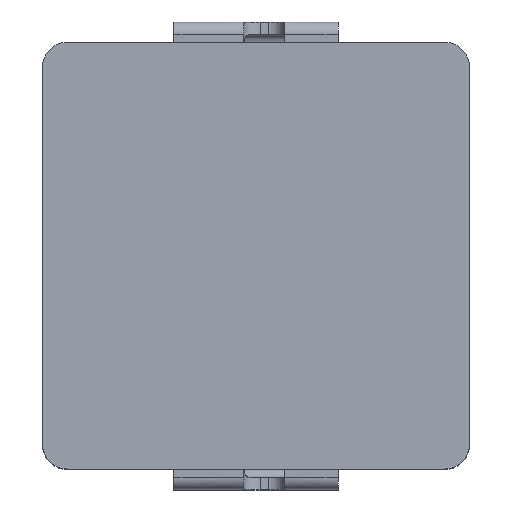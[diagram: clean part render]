
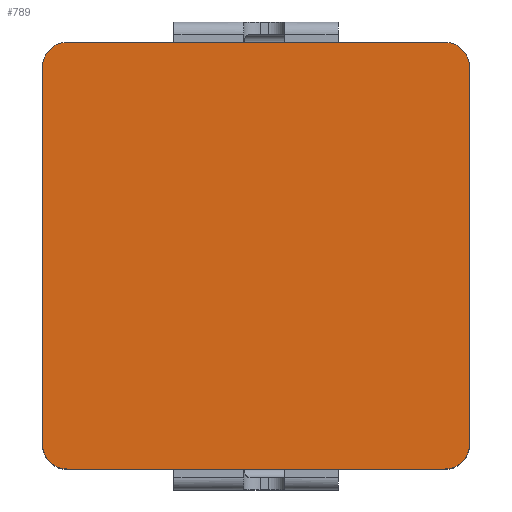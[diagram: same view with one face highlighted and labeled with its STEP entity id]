
A CAD part, top view. The second image highlights one B-rep face of the part: STEP entity #789.
In plain terms, the highlighted planar face has unit normal (0, 0, 1).
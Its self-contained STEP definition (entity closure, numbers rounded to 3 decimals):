
#59=LINE('',#4087,#231);
#69=LINE('',#4108,#241);
#80=LINE('',#4143,#252);
#83=LINE('',#4153,#255);
#231=VECTOR('',#3335,1.);
#241=VECTOR('',#3347,1.);
#252=VECTOR('',#3378,1.);
#255=VECTOR('',#3391,1.);
#541=PLANE('',#2894);
#617=FACE_OUTER_BOUND('',#1191,.T.);
#789=ADVANCED_FACE('',(#617),#541,.F.);
#1191=EDGE_LOOP('',(#1472,#1473,#1474,#1475,#1476,#1477,#1478,#1479));
#1472=ORIENTED_EDGE('',*,*,#2335,.F.);
#1473=ORIENTED_EDGE('',*,*,#2343,.F.);
#1474=ORIENTED_EDGE('',*,*,#2316,.F.);
#1475=ORIENTED_EDGE('',*,*,#2342,.F.);
#1476=ORIENTED_EDGE('',*,*,#2340,.F.);
#1477=ORIENTED_EDGE('',*,*,#2338,.F.);
#1478=ORIENTED_EDGE('',*,*,#2306,.F.);
#1479=ORIENTED_EDGE('',*,*,#2337,.F.);
#2052=VERTEX_POINT('',#4086);
#2053=VERTEX_POINT('',#4088);
#2062=VERTEX_POINT('',#4107);
#2063=VERTEX_POINT('',#4109);
#2076=VERTEX_POINT('',#4142);
#2077=VERTEX_POINT('',#4144);
#2078=VERTEX_POINT('',#4150);
#2079=VERTEX_POINT('',#4154);
#2306=EDGE_CURVE('',#2052,#2053,#59,.T.);
#2316=EDGE_CURVE('',#2062,#2063,#69,.T.);
#2335=EDGE_CURVE('',#2076,#2077,#80,.T.);
#2337=EDGE_CURVE('',#2077,#2052,#2660,.T.);
#2338=EDGE_CURVE('',#2053,#2078,#2661,.T.);
#2340=EDGE_CURVE('',#2078,#2079,#83,.T.);
#2342=EDGE_CURVE('',#2079,#2062,#2662,.T.);
#2343=EDGE_CURVE('',#2063,#2076,#2663,.T.);
#2660=CIRCLE('',#2885,0.3);
#2661=CIRCLE('',#2887,0.3);
#2662=CIRCLE('',#2890,0.3);
#2663=CIRCLE('',#2892,0.3);
#2885=AXIS2_PLACEMENT_3D('',#4147,#3382,#3383);
#2887=AXIS2_PLACEMENT_3D('',#4149,#3386,#3387);
#2890=AXIS2_PLACEMENT_3D('',#4157,#3395,#3396);
#2892=AXIS2_PLACEMENT_3D('',#4159,#3399,#3400);
#2894=AXIS2_PLACEMENT_3D('',#4161,#3403,#3404);
#3335=DIRECTION('',(1.,0.,0.));
#3347=DIRECTION('',(-1.,0.,0.));
#3378=DIRECTION('',(0.,1.,0.));
#3382=DIRECTION('',(0.,0.,-1.));
#3383=DIRECTION('',(1.,0.,0.));
#3386=DIRECTION('',(0.,0.,-1.));
#3387=DIRECTION('',(1.,0.,0.));
#3391=DIRECTION('',(0.,-1.,0.));
#3395=DIRECTION('',(0.,0.,-1.));
#3396=DIRECTION('',(1.,0.,0.));
#3399=DIRECTION('',(0.,0.,-1.));
#3400=DIRECTION('',(1.,0.,0.));
#3403=DIRECTION('',(0.,0.,-1.));
#3404=DIRECTION('',(-1.,0.,0.));
#4086=CARTESIAN_POINT('',(-2.3,2.6,2.));
#4087=CARTESIAN_POINT('',(-2.3,2.6,2.));
#4088=CARTESIAN_POINT('',(2.3,2.6,2.));
#4107=CARTESIAN_POINT('',(2.3,-2.6,2.));
#4108=CARTESIAN_POINT('',(2.3,-2.6,2.));
#4109=CARTESIAN_POINT('',(-2.3,-2.6,2.));
#4142=CARTESIAN_POINT('',(-2.6,-2.3,2.));
#4143=CARTESIAN_POINT('',(-2.6,-2.3,2.));
#4144=CARTESIAN_POINT('',(-2.6,2.3,2.));
#4147=CARTESIAN_POINT('',(-2.3,2.3,2.));
#4149=CARTESIAN_POINT('',(2.3,2.3,2.));
#4150=CARTESIAN_POINT('',(2.6,2.3,2.));
#4153=CARTESIAN_POINT('',(2.6,2.3,2.));
#4154=CARTESIAN_POINT('',(2.6,-2.3,2.));
#4157=CARTESIAN_POINT('',(2.3,-2.3,2.));
#4159=CARTESIAN_POINT('',(-2.3,-2.3,2.));
#4161=CARTESIAN_POINT('',(-2.3,2.3,2.));
